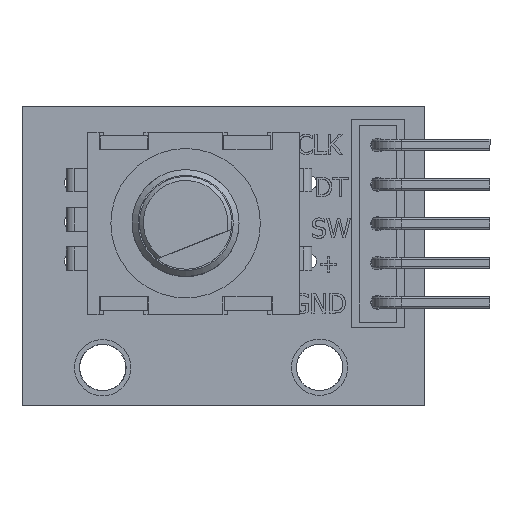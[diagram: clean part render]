
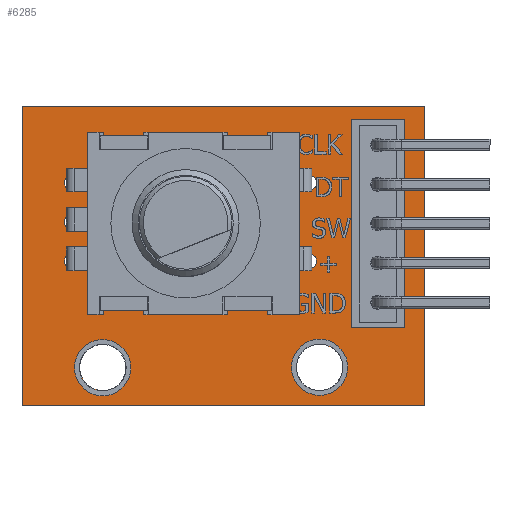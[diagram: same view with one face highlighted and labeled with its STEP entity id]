
A CAD part, top view. The second image highlights one B-rep face of the part: STEP entity #6285.
In plain terms, the highlighted planar face has unit normal (0, 0, 1).
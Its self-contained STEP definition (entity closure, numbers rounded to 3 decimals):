
#479=FACE_BOUND('',#1159,.T.);
#480=FACE_BOUND('',#1160,.T.);
#481=FACE_BOUND('',#1161,.T.);
#482=FACE_BOUND('',#1162,.T.);
#483=FACE_BOUND('',#1163,.T.);
#484=FACE_BOUND('',#1164,.T.);
#485=FACE_BOUND('',#1165,.T.);
#486=FACE_BOUND('',#1166,.T.);
#487=FACE_BOUND('',#1167,.T.);
#488=FACE_BOUND('',#1168,.T.);
#489=FACE_BOUND('',#1169,.T.);
#490=FACE_BOUND('',#1170,.T.);
#595=CIRCLE('',#6837,0.445);
#596=CIRCLE('',#6839,0.445);
#597=CIRCLE('',#6841,0.445);
#598=CIRCLE('',#6843,0.445);
#599=CIRCLE('',#6845,0.445);
#600=CIRCLE('',#6847,1.5);
#601=CIRCLE('',#6849,1.5);
#602=CIRCLE('',#6851,0.381);
#603=CIRCLE('',#6853,0.381);
#604=CIRCLE('',#6855,0.381);
#605=CIRCLE('',#6857,0.381);
#606=CIRCLE('',#6859,0.381);
#760=FACE_OUTER_BOUND('',#1158,.T.);
#1158=EDGE_LOOP('',(#4794,#4795,#4796,#4797));
#1159=EDGE_LOOP('',(#4798));
#1160=EDGE_LOOP('',(#4799));
#1161=EDGE_LOOP('',(#4800));
#1162=EDGE_LOOP('',(#4801));
#1163=EDGE_LOOP('',(#4802));
#1164=EDGE_LOOP('',(#4803));
#1165=EDGE_LOOP('',(#4804));
#1166=EDGE_LOOP('',(#4805));
#1167=EDGE_LOOP('',(#4806));
#1168=EDGE_LOOP('',(#4807));
#1169=EDGE_LOOP('',(#4808));
#1170=EDGE_LOOP('',(#4809));
#1618=LINE('',#9172,#2254);
#1622=LINE('',#9179,#2258);
#1625=LINE('',#9210,#2261);
#1627=LINE('',#9213,#2263);
#2254=VECTOR('',#7655,10.);
#2258=VECTOR('',#7661,26.416);
#2261=VECTOR('',#7692,26.416);
#2263=VECTOR('',#7696,19.329);
#2868=VERTEX_POINT('',#9169);
#2869=VERTEX_POINT('',#9171);
#2871=VERTEX_POINT('',#9177);
#2885=VERTEX_POINT('',#9209);
#2886=VERTEX_POINT('',#9215);
#2887=VERTEX_POINT('',#9219);
#2888=VERTEX_POINT('',#9223);
#2889=VERTEX_POINT('',#9227);
#2890=VERTEX_POINT('',#9231);
#2891=VERTEX_POINT('',#9235);
#2892=VERTEX_POINT('',#9239);
#2893=VERTEX_POINT('',#9243);
#2894=VERTEX_POINT('',#9247);
#2895=VERTEX_POINT('',#9251);
#2896=VERTEX_POINT('',#9255);
#2897=VERTEX_POINT('',#9259);
#3552=EDGE_CURVE('',#2869,#2868,#1618,.T.);
#3556=EDGE_CURVE('',#2868,#2871,#1622,.T.);
#3571=EDGE_CURVE('',#2885,#2869,#1625,.T.);
#3573=EDGE_CURVE('',#2871,#2885,#1627,.T.);
#3575=EDGE_CURVE('',#2886,#2886,#595,.T.);
#3577=EDGE_CURVE('',#2887,#2887,#596,.T.);
#3579=EDGE_CURVE('',#2888,#2888,#597,.T.);
#3580=EDGE_CURVE('',#2889,#2889,#598,.T.);
#3582=EDGE_CURVE('',#2890,#2890,#599,.T.);
#3585=EDGE_CURVE('',#2891,#2891,#600,.T.);
#3587=EDGE_CURVE('',#2892,#2892,#601,.T.);
#3589=EDGE_CURVE('',#2893,#2893,#602,.T.);
#3591=EDGE_CURVE('',#2894,#2894,#603,.T.);
#3593=EDGE_CURVE('',#2895,#2895,#604,.T.);
#3595=EDGE_CURVE('',#2896,#2896,#605,.T.);
#3597=EDGE_CURVE('',#2897,#2897,#606,.T.);
#4794=ORIENTED_EDGE('',*,*,#3552,.T.);
#4795=ORIENTED_EDGE('',*,*,#3556,.T.);
#4796=ORIENTED_EDGE('',*,*,#3573,.T.);
#4797=ORIENTED_EDGE('',*,*,#3571,.T.);
#4798=ORIENTED_EDGE('',*,*,#3587,.T.);
#4799=ORIENTED_EDGE('',*,*,#3582,.T.);
#4800=ORIENTED_EDGE('',*,*,#3580,.T.);
#4801=ORIENTED_EDGE('',*,*,#3579,.T.);
#4802=ORIENTED_EDGE('',*,*,#3577,.T.);
#4803=ORIENTED_EDGE('',*,*,#3575,.T.);
#4804=ORIENTED_EDGE('',*,*,#3585,.T.);
#4805=ORIENTED_EDGE('',*,*,#3589,.T.);
#4806=ORIENTED_EDGE('',*,*,#3591,.T.);
#4807=ORIENTED_EDGE('',*,*,#3593,.T.);
#4808=ORIENTED_EDGE('',*,*,#3595,.T.);
#4809=ORIENTED_EDGE('',*,*,#3597,.T.);
#6013=PLANE('',#6860);
#6285=ADVANCED_FACE('',(#760,#479,#480,#481,#482,#483,#484,#485,#486,#487,
#488,#489,#490),#6013,.T.);
#6837=AXIS2_PLACEMENT_3D('',#9217,#7700,#7701);
#6839=AXIS2_PLACEMENT_3D('',#9221,#7705,#7706);
#6841=AXIS2_PLACEMENT_3D('',#9225,#7710,#7711);
#6843=AXIS2_PLACEMENT_3D('',#9228,#7714,#7715);
#6845=AXIS2_PLACEMENT_3D('',#9232,#7719,#7720);
#6847=AXIS2_PLACEMENT_3D('',#9237,#7725,#7726);
#6849=AXIS2_PLACEMENT_3D('',#9241,#7730,#7731);
#6851=AXIS2_PLACEMENT_3D('',#9245,#7735,#7736);
#6853=AXIS2_PLACEMENT_3D('',#9249,#7740,#7741);
#6855=AXIS2_PLACEMENT_3D('',#9253,#7745,#7746);
#6857=AXIS2_PLACEMENT_3D('',#9257,#7750,#7751);
#6859=AXIS2_PLACEMENT_3D('',#9261,#7755,#7756);
#6860=AXIS2_PLACEMENT_3D('',#9262,#7757,#7758);
#7655=DIRECTION('',(0.,1.,0.));
#7661=DIRECTION('',(-1.,0.,0.));
#7692=DIRECTION('',(1.,0.,0.));
#7696=DIRECTION('',(0.,-1.,0.));
#7700=DIRECTION('center_axis',(0.,0.,-1.));
#7701=DIRECTION('ref_axis',(-1.,0.,0.));
#7705=DIRECTION('center_axis',(0.,0.,-1.));
#7706=DIRECTION('ref_axis',(-1.,0.,0.));
#7710=DIRECTION('center_axis',(0.,0.,-1.));
#7711=DIRECTION('ref_axis',(-1.,0.,0.));
#7714=DIRECTION('center_axis',(0.,0.,-1.));
#7715=DIRECTION('ref_axis',(-1.,0.,0.));
#7719=DIRECTION('center_axis',(0.,0.,-1.));
#7720=DIRECTION('ref_axis',(-1.,0.,0.));
#7725=DIRECTION('center_axis',(0.,0.,-1.));
#7726=DIRECTION('ref_axis',(-1.,0.,0.));
#7730=DIRECTION('center_axis',(0.,0.,-1.));
#7731=DIRECTION('ref_axis',(-1.,0.,0.));
#7735=DIRECTION('center_axis',(0.,0.,-1.));
#7736=DIRECTION('ref_axis',(-1.,0.,0.));
#7740=DIRECTION('center_axis',(0.,0.,-1.));
#7741=DIRECTION('ref_axis',(-1.,0.,0.));
#7745=DIRECTION('center_axis',(0.,0.,-1.));
#7746=DIRECTION('ref_axis',(-1.,0.,0.));
#7750=DIRECTION('center_axis',(0.,0.,-1.));
#7751=DIRECTION('ref_axis',(-1.,0.,0.));
#7755=DIRECTION('center_axis',(0.,0.,-1.));
#7756=DIRECTION('ref_axis',(-1.,0.,0.));
#7757=DIRECTION('center_axis',(0.,0.,1.));
#7758=DIRECTION('ref_axis',(1.,0.,0.));
#9169=CARTESIAN_POINT('',(26.291,19.19,0.025));
#9171=CARTESIAN_POINT('',(26.291,-0.139,0.025));
#9172=CARTESIAN_POINT('',(26.291,4.693,0.025));
#9177=CARTESIAN_POINT('',(0.291,19.19,0.025));
#9179=CARTESIAN_POINT('',(26.707,19.19,0.025));
#9209=CARTESIAN_POINT('',(0.291,-0.139,0.025));
#9210=CARTESIAN_POINT('',(0.291,-0.139,0.025));
#9213=CARTESIAN_POINT('',(0.291,19.19,0.025));
#9215=CARTESIAN_POINT('',(3.91,14.262,0.025));
#9217=CARTESIAN_POINT('Origin',(3.466,14.262,0.025));
#9219=CARTESIAN_POINT('',(3.91,11.722,0.025));
#9221=CARTESIAN_POINT('Origin',(3.466,11.722,0.025));
#9223=CARTESIAN_POINT('',(3.91,9.182,0.025));
#9225=CARTESIAN_POINT('Origin',(3.466,9.182,0.025));
#9227=CARTESIAN_POINT('',(19.328,9.182,0.025));
#9228=CARTESIAN_POINT('Origin',(18.884,9.182,0.025));
#9231=CARTESIAN_POINT('',(19.328,14.262,0.025));
#9232=CARTESIAN_POINT('Origin',(18.884,14.262,0.025));
#9235=CARTESIAN_POINT('',(7.018,2.324,0.025));
#9237=CARTESIAN_POINT('Origin',(5.518,2.324,0.025));
#9239=CARTESIAN_POINT('',(21.015,2.324,0.025));
#9241=CARTESIAN_POINT('Origin',(19.515,2.324,0.025));
#9243=CARTESIAN_POINT('',(23.697,6.414,0.025));
#9245=CARTESIAN_POINT('Origin',(23.316,6.414,0.025));
#9247=CARTESIAN_POINT('',(23.697,8.954,0.025));
#9249=CARTESIAN_POINT('Origin',(23.316,8.954,0.025));
#9251=CARTESIAN_POINT('',(23.697,11.494,0.025));
#9253=CARTESIAN_POINT('Origin',(23.316,11.494,0.025));
#9255=CARTESIAN_POINT('',(23.697,14.034,0.025));
#9257=CARTESIAN_POINT('Origin',(23.316,14.034,0.025));
#9259=CARTESIAN_POINT('',(23.697,16.574,0.025));
#9261=CARTESIAN_POINT('Origin',(23.316,16.574,0.025));
#9262=CARTESIAN_POINT('Origin',(13.499,9.525,0.025));
